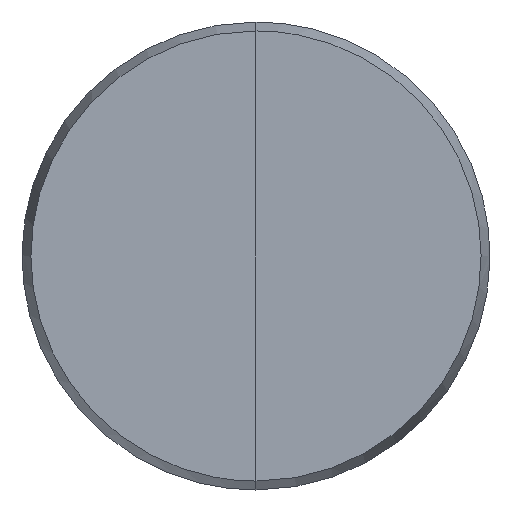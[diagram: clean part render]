
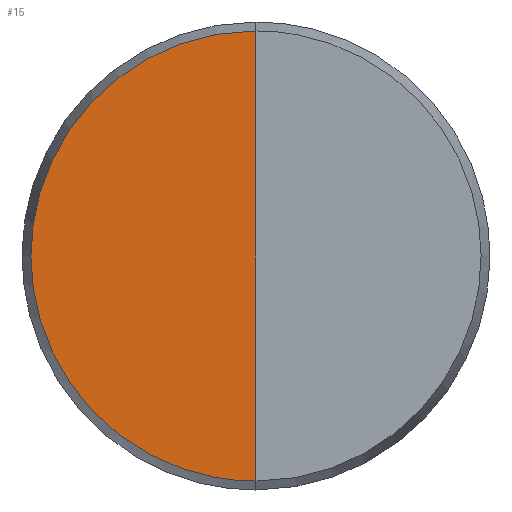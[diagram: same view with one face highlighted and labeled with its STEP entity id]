
A CAD part, front view. The second image highlights one B-rep face of the part: STEP entity #15.
In plain terms, the highlighted free-form (B-spline) face has degree [1, 2] with [2, 5] control points.
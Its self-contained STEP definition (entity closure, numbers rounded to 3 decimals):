
#15=ADVANCED_FACE('',(#25),#129,.T.);
#25=FACE_OUTER_BOUND('',#35,.T.);
#35=EDGE_LOOP('',(#47,#48,#49));
#47=ORIENTED_EDGE('',*,*,#83,.T.);
#48=ORIENTED_EDGE('',*,*,#84,.T.);
#49=ORIENTED_EDGE('',*,*,#85,.T.);
#83=EDGE_CURVE('',#119,#120,#108,.T.);
#84=EDGE_CURVE('',#120,#121,#99,.T.);
#85=EDGE_CURVE('',#121,#119,#109,.T.);
#99=(
BOUNDED_CURVE()
B_SPLINE_CURVE(2,(#357,#358,#359,#360,#361),.UNSPECIFIED.,.F.,.F.)
B_SPLINE_CURVE_WITH_KNOTS((3,2,3),(0.,9.268,18.535),
 .UNSPECIFIED.)
CURVE()
GEOMETRIC_REPRESENTATION_ITEM()
RATIONAL_B_SPLINE_CURVE((1.,0.707,1.,0.707,1.))
REPRESENTATION_ITEM('')
);
#108=B_SPLINE_CURVE_WITH_KNOTS('',1,(#355,#356),.UNSPECIFIED.,.F.,.F.,(2,
2),(0.,5.675),.UNSPECIFIED.);
#109=B_SPLINE_CURVE_WITH_KNOTS('',1,(#362,#363),.UNSPECIFIED.,.F.,.F.,(2,
2),(-5.675,0.),.UNSPECIFIED.);
#119=VERTEX_POINT('',#339);
#120=VERTEX_POINT('',#340);
#121=VERTEX_POINT('',#341);
#129=(
BOUNDED_SURFACE()
B_SPLINE_SURFACE(1,2,((#244,#245,#246,#247,#248),(#249,#250,#251,#252,#253)),
 .UNSPECIFIED.,.F.,.F.,.F.)
B_SPLINE_SURFACE_WITH_KNOTS((2,2),(3,2,3),(0.,5.675),(0.,9.268,
18.535),.UNSPECIFIED.)
GEOMETRIC_REPRESENTATION_ITEM()
RATIONAL_B_SPLINE_SURFACE(((1.,0.707,1.,0.707,1.),
(1.,0.707,1.,0.707,1.)))
REPRESENTATION_ITEM('')
SURFACE()
);
#244=CARTESIAN_POINT('',(0.,-18.311,5.9));
#245=CARTESIAN_POINT('',(0.,-18.311,5.9));
#246=CARTESIAN_POINT('',(0.,-18.311,5.9));
#247=CARTESIAN_POINT('',(0.,-18.311,5.9));
#248=CARTESIAN_POINT('',(0.,-18.311,5.9));
#249=CARTESIAN_POINT('',(0.,-18.311,11.575));
#250=CARTESIAN_POINT('',(-5.675,-18.311,11.575));
#251=CARTESIAN_POINT('',(-5.675,-18.311,5.9));
#252=CARTESIAN_POINT('',(-5.675,-18.311,0.225));
#253=CARTESIAN_POINT('',(0.,-18.311,0.225));
#339=CARTESIAN_POINT('',(0.,-18.311,5.9));
#340=CARTESIAN_POINT('',(0.,-18.311,11.575));
#341=CARTESIAN_POINT('',(0.,-18.311,0.225));
#355=CARTESIAN_POINT('',(0.,-18.311,5.9));
#356=CARTESIAN_POINT('',(0.,-18.311,11.575));
#357=CARTESIAN_POINT('',(0.,-18.311,11.575));
#358=CARTESIAN_POINT('',(-5.675,-18.311,11.575));
#359=CARTESIAN_POINT('',(-5.675,-18.311,5.9));
#360=CARTESIAN_POINT('',(-5.675,-18.311,0.225));
#361=CARTESIAN_POINT('',(0.,-18.311,0.225));
#362=CARTESIAN_POINT('',(0.,-18.311,0.225));
#363=CARTESIAN_POINT('',(0.,-18.311,5.9));
